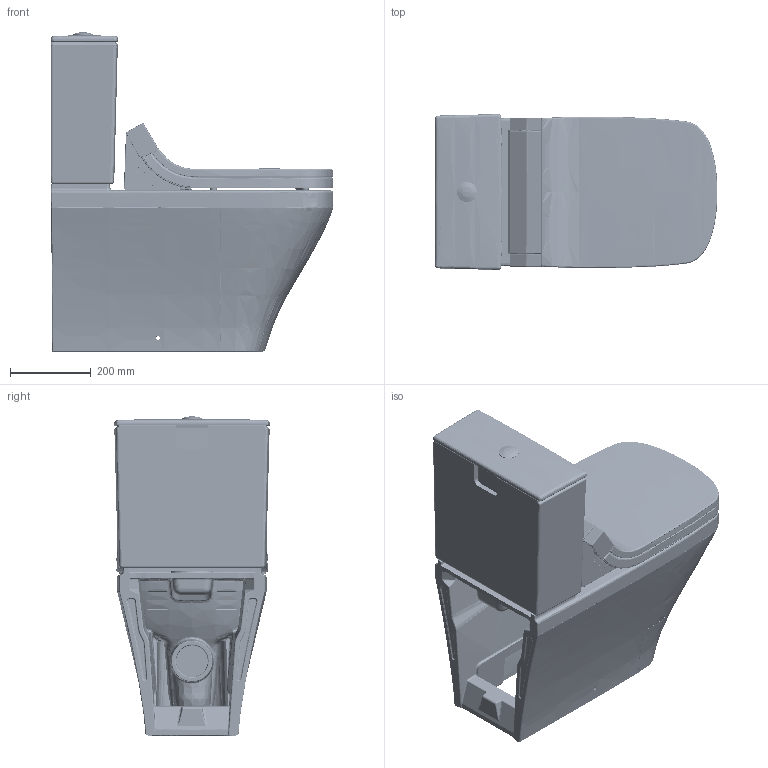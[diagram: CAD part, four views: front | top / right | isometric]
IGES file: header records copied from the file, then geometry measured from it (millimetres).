
Global section: file name: No Iges File Name specified; native system: Autodesk Inventor 2011; preprocessor: AutoDesk Inventor Iges Exporter R2011; author: Administrator; date: 20130529.151833; units: millimetre
Bounding box: 700.82 x 387.03 x 792.49 mm (x, y, z)
Volume: 37948626.4 mm3; surface area: 4134259.7 mm2
Topology: 23 solids, 25 shells, 7998 faces, 20180 edges, 12256 vertices
Faces by surface type: bspline 3001, plane 2395, revolution 1194, cylinder 803, cone 276, torus 268, sphere 61
